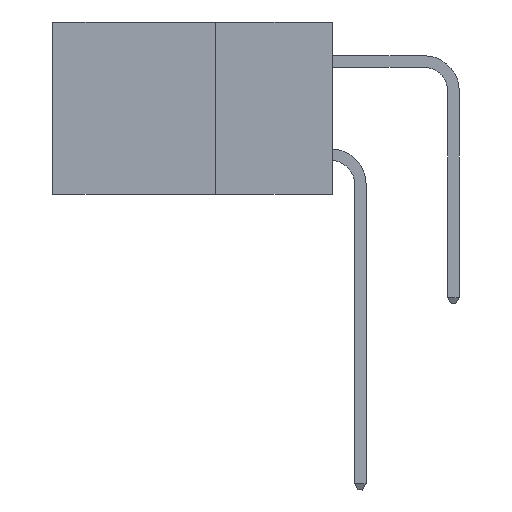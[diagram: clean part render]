
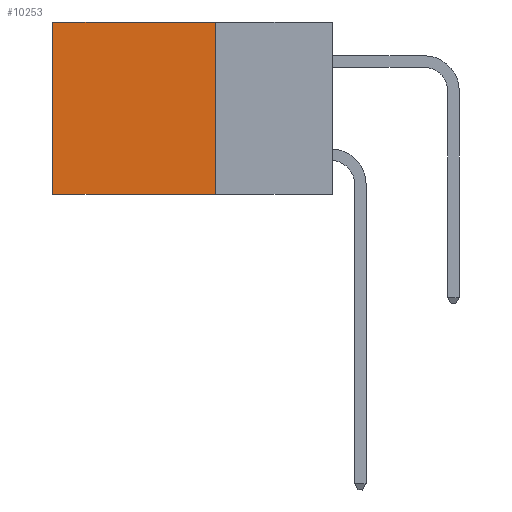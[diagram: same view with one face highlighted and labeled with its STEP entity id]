
A CAD part, left-side view. The second image highlights one B-rep face of the part: STEP entity #10253.
In plain terms, the highlighted planar face has unit normal (-1, 0, 0).
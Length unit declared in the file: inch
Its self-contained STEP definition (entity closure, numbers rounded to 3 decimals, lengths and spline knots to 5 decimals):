
#82 = CARTESIAN_POINT ( 'NONE',  ( 0.2615, 0.25, -0.37 ) ) ;
#702 = EDGE_CURVE ( 'NONE', #1092, #2115, #5118, .T. ) ;
#711 = LINE ( 'NONE', #2409, #5722 ) ;
#983 = DIRECTION ( 'NONE',  ( 0., 1., 0. ) ) ;
#1010 = VERTEX_POINT ( 'NONE', #5453 ) ;
#1092 = VERTEX_POINT ( 'NONE', #82 ) ;
#1411 = ORIENTED_EDGE ( 'NONE', *, *, #6766, .T. ) ;
#1689 = EDGE_LOOP ( 'NONE', ( #1411, #8310, #5218, #9293 ) ) ;
#1895 = DIRECTION ( 'NONE',  ( 0., 0., -1. ) ) ;
#1999 = PLANE ( 'NONE',  #7689 ) ;
#2115 = VERTEX_POINT ( 'NONE', #8577 ) ;
#2222 = CARTESIAN_POINT ( 'NONE',  ( 0.2615, 0.6, 0. ) ) ;
#2409 = CARTESIAN_POINT ( 'NONE',  ( 0.2615, 0.6, -0.37 ) ) ;
#2540 = VECTOR ( 'NONE', #3403, 39.37008 ) ;
#2733 = LINE ( 'NONE', #4495, #8594 ) ;
#3403 = DIRECTION ( 'NONE',  ( 0., 1., 0. ) ) ;
#3875 = EDGE_CURVE ( 'NONE', #1010, #8746, #2733, .T. ) ;
#4039 = DIRECTION ( 'NONE',  ( 0., 0., -1. ) ) ;
#4462 = FACE_OUTER_BOUND ( 'NONE', #1689, .T. ) ;
#4495 = CARTESIAN_POINT ( 'NONE',  ( 0.2615, 0.25, 0. ) ) ;
#5062 = CARTESIAN_POINT ( 'NONE',  ( 0.2615, 0.25, -0.37 ) ) ;
#5118 = LINE ( 'NONE', #5062, #2540 ) ;
#5218 = ORIENTED_EDGE ( 'NONE', *, *, #9913, .F. ) ;
#5453 = CARTESIAN_POINT ( 'NONE',  ( 0.2615, 0.25, 0. ) ) ;
#5722 = VECTOR ( 'NONE', #4039, 39.37008 ) ;
#6108 = CARTESIAN_POINT ( 'NONE',  ( 0.2615, 0.25, -0.37 ) ) ;
#6766 = EDGE_CURVE ( 'NONE', #8746, #2115, #711, .T. ) ;
#6886 = DIRECTION ( 'NONE',  ( 0., 0., -1. ) ) ;
#7689 = AXIS2_PLACEMENT_3D ( 'NONE', #6108, #7915, #1895 ) ;
#7915 = DIRECTION ( 'NONE',  ( 1., 0., 0. ) ) ;
#8310 = ORIENTED_EDGE ( 'NONE', *, *, #702, .F. ) ;
#8577 = CARTESIAN_POINT ( 'NONE',  ( 0.2615, 0.6, -0.37 ) ) ;
#8594 = VECTOR ( 'NONE', #983, 39.37008 ) ;
#8746 = VERTEX_POINT ( 'NONE', #2222 ) ;
#9293 = ORIENTED_EDGE ( 'NONE', *, *, #3875, .T. ) ;
#9417 = CARTESIAN_POINT ( 'NONE',  ( 0.2615, 0.25, -0.37 ) ) ;
#9576 = LINE ( 'NONE', #9417, #9797 ) ;
#9797 = VECTOR ( 'NONE', #6886, 39.37008 ) ;
#9913 = EDGE_CURVE ( 'NONE', #1010, #1092, #9576, .T. ) ;
#10253 = ADVANCED_FACE ( 'NONE', ( #4462 ), #1999, .F. ) ;
